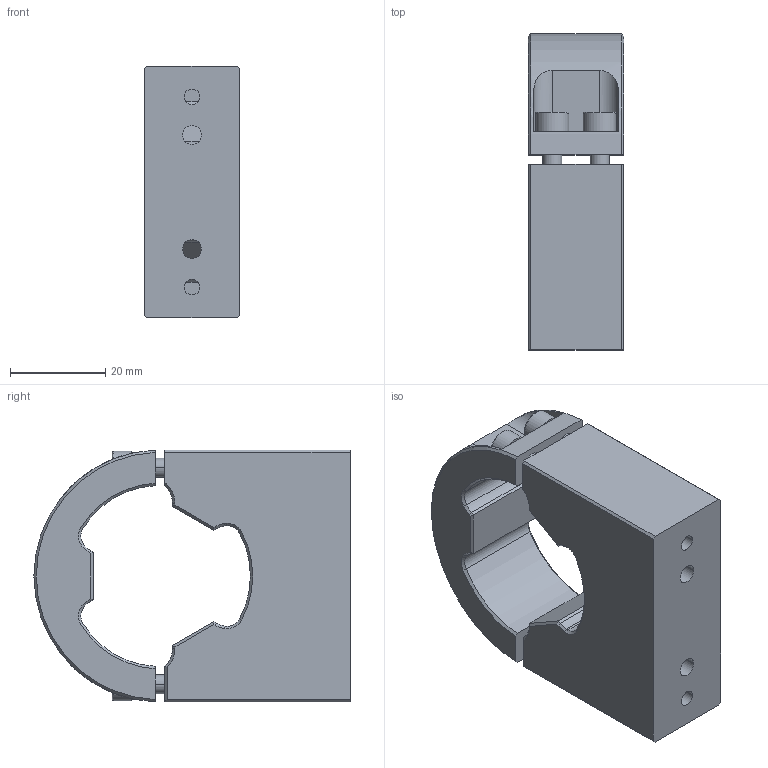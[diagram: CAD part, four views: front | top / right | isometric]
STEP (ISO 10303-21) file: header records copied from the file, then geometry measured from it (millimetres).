
FILE_DESCRIPTION (( 'STEP AP203' ), '1' );
FILE_NAME ('DP18866-A_CMHO023.step', '2021-11-15T13:29:14', ( '' ), ( '' ), 'SwSTEP 2.0', 'SolidWorks 2021', '' );
FILE_SCHEMA (( 'CONFIG_CONTROL_DESIGN' ));
Length unit declared in the file: millimetre
Products named in the file (1): DP18866-A_CMHO023
Bounding box: 20 x 66.5 x 53 mm (x, y, z)
Surface area: 13266.1 mm2 (no closed solid volume)
Topology: 0 solids, 10 shells, 161 faces, 428 edges, 281 vertices
Faces by surface type: plane 80, cylinder 43, cone 30, torus 8
Entity records: 5137 total; most frequent: CARTESIAN_POINT 971, DIRECTION 901, ORIENTED_EDGE 768, EDGE_CURVE 428, AXIS2_PLACEMENT_3D 327, VERTEX_POINT 281, VECTOR 247, LINE 247
